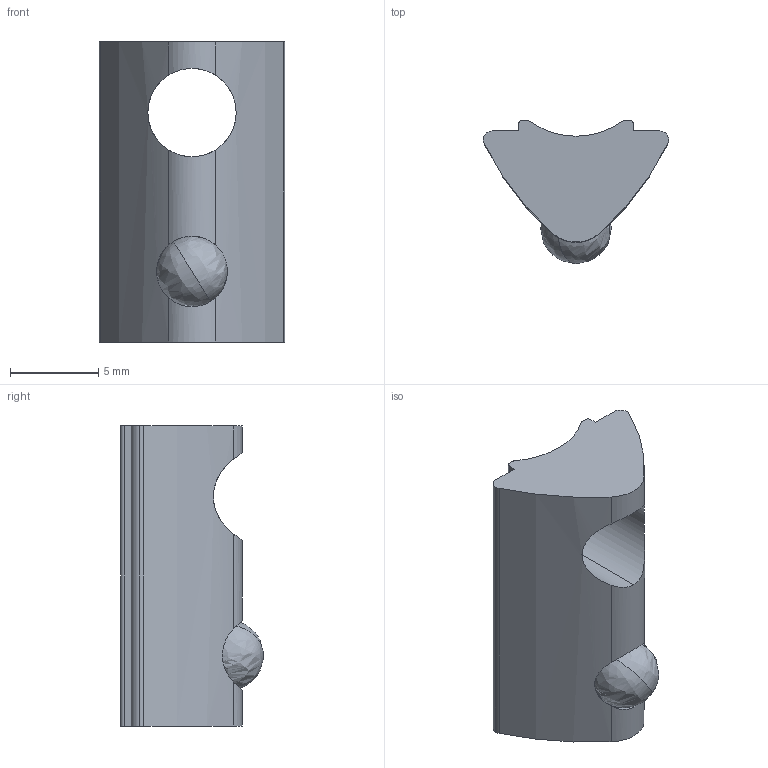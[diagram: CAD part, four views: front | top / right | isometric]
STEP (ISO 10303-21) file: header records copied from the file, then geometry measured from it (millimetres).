
FILE_DESCRIPTION (( 'STEP AP214' ), '1' );
FILE_NAME ('7216008', '2019-01-30T08:52:17', ( '' ), ('JUGARD+KÜNSTNER GmbH'), 'SwSTEP 2.0', 'SolidWorks 2017', '' );
FILE_SCHEMA (( 'AUTOMOTIVE_DESIGN' ));
Length unit declared in the file: millimetre
Products named in the file (4): 7216008; Part3; Part1; Part2
Assembly tree (3 placements, depth 2):
  7216008
    Part3
    Part1
    Part2
Bounding box: 10.5 x 8.1 x 17 mm (x, y, z)
Volume: 633.4 mm3; surface area: 750.2 mm2
Topology: 3 solids, 3 shells, 39 faces, 109 edges, 67 vertices
Faces by surface type: cylinder 17, plane 10, bspline 10, cone 2
Entity records: 2576 total; most frequent: CARTESIAN_POINT 1081, ORIENTED_EDGE 206, DIRECTION 185, EDGE_CURVE 103, AXIS2_PLACEMENT_3D 73, VERTEX_POINT 67, UNCERTAINTY_MEASURE_WITH_UNIT 49, SURFACE_STYLE_USAGE 45
